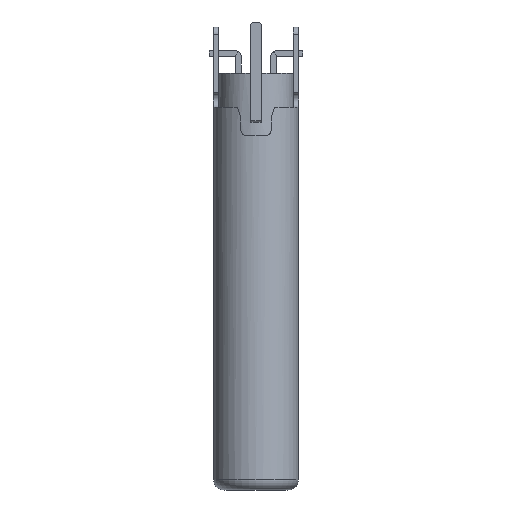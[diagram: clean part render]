
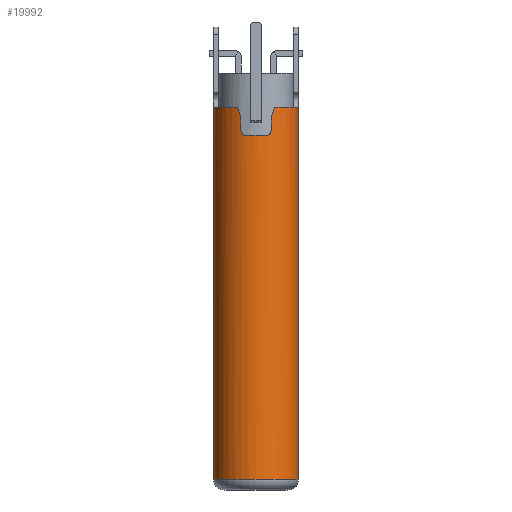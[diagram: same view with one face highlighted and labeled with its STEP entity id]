
A CAD part, left-side view. The second image highlights one B-rep face of the part: STEP entity #19992.
In plain terms, the highlighted cylindrical face has radius 1.2 mm (diameter 2.4 mm), a partial arc.
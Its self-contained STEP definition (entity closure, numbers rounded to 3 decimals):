
#5244=CARTESIAN_POINT('',(-2.925,0.,1.734));
#5245=DIRECTION('',(0.,0.,-1.));
#5246=DIRECTION('',(0.,-1.,0.));
#5247=AXIS2_PLACEMENT_3D('',#5244,#5245,#5246);
#6164=CARTESIAN_POINT('',(-2.925,0.,1.734));
#6165=DIRECTION('',(0.,0.,-1.));
#6166=DIRECTION('',(-0.902,0.433,0.));
#6167=AXIS2_PLACEMENT_3D('',#6164,#6165,#6166);
#6177=CARTESIAN_POINT('',(-4.047,0.425,
1.371));
#6178=CARTESIAN_POINT('',(-4.047,0.425,
1.38));
#6179=CARTESIAN_POINT('',(-4.047,0.426,
1.399));
#6180=CARTESIAN_POINT('',(-4.045,0.43,
1.428));
#6181=CARTESIAN_POINT('',(-4.044,0.435,
1.446));
#6182=CARTESIAN_POINT('',(-4.043,0.437,
1.455));
#6196=CARTESIAN_POINT('',(-4.093,0.275,
0.934));
#6197=CARTESIAN_POINT('',(-4.09,0.286,
0.934));
#6198=CARTESIAN_POINT('',(-4.085,0.309,
0.936));
#6199=CARTESIAN_POINT('',(-4.075,0.342,
0.948));
#6200=CARTESIAN_POINT('',(-4.066,0.371,
0.967));
#6201=CARTESIAN_POINT('',(-4.058,0.395,
0.991));
#6202=CARTESIAN_POINT('',(-4.052,0.412,
1.02));
#6203=CARTESIAN_POINT('',(-4.048,0.423,
1.051));
#6204=CARTESIAN_POINT('',(-4.047,0.425,
1.073));
#6205=CARTESIAN_POINT('',(-4.047,0.425,
1.084));
#6207=CARTESIAN_POINT('',(-2.925,0.,0.934));
#6208=DIRECTION('',(0.,0.,-1.));
#6209=DIRECTION('',(-0.973,-0.229,0.));
#6210=AXIS2_PLACEMENT_3D('',#6207,#6208,#6209);
#6212=CARTESIAN_POINT('',(-4.047,-0.425,
1.084));
#6213=CARTESIAN_POINT('',(-4.047,-0.425,
1.073));
#6214=CARTESIAN_POINT('',(-4.048,-0.423,
1.051));
#6215=CARTESIAN_POINT('',(-4.052,-0.412,
1.02));
#6216=CARTESIAN_POINT('',(-4.058,-0.395,
0.991));
#6217=CARTESIAN_POINT('',(-4.066,-0.371,
0.967));
#6218=CARTESIAN_POINT('',(-4.075,-0.342,
0.948));
#6219=CARTESIAN_POINT('',(-4.085,-0.309,
0.936));
#6220=CARTESIAN_POINT('',(-4.09,-0.286,
0.934));
#6221=CARTESIAN_POINT('',(-4.093,-0.275,0.934));
#6227=DIRECTION('',(0.,0.,-1.));
#6228=VECTOR('',#6227,0.287);
#6229=CARTESIAN_POINT('',(-4.047,-0.425,
1.371));
#6230=LINE('',#6229,#6228);
#6239=CARTESIAN_POINT('',(-4.043,-0.437,
1.455));
#6240=CARTESIAN_POINT('',(-4.044,-0.435,
1.446));
#6241=CARTESIAN_POINT('',(-4.045,-0.43,
1.428));
#6242=CARTESIAN_POINT('',(-4.047,-0.426,
1.399));
#6243=CARTESIAN_POINT('',(-4.047,-0.425,
1.38));
#6244=CARTESIAN_POINT('',(-4.047,-0.425,
1.371));
#6250=CARTESIAN_POINT('',(-4.007,0.519,
1.734));
#6251=CARTESIAN_POINT('',(-4.011,0.51,
1.704));
#6252=CARTESIAN_POINT('',(-4.019,0.492,
1.643));
#6253=CARTESIAN_POINT('',(-4.031,0.465,
1.55));
#6254=CARTESIAN_POINT('',(-4.039,0.447,
1.487));
#6255=CARTESIAN_POINT('',(-4.043,0.437,
1.455));
#6257=DIRECTION('',(0.,0.,-1.));
#6258=VECTOR('',#6257,0.287);
#6259=CARTESIAN_POINT('',(-4.047,0.425,
1.371));
#6260=LINE('',#6259,#6258);
#6261=CARTESIAN_POINT('',(-4.043,-0.437,
1.455));
#6262=CARTESIAN_POINT('',(-4.039,-0.447,
1.487));
#6263=CARTESIAN_POINT('',(-4.031,-0.465,
1.55));
#6264=CARTESIAN_POINT('',(-4.019,-0.492,
1.643));
#6265=CARTESIAN_POINT('',(-4.011,-0.51,
1.704));
#6266=CARTESIAN_POINT('',(-4.007,-0.519,
1.734));
#6268=DIRECTION('',(0.,0.,-1.));
#6269=VECTOR('',#6268,10.5);
#6270=CARTESIAN_POINT('',(-2.925,-1.2,1.734));
#6271=LINE('',#6270,#6269);
#6272=DIRECTION('',(0.,0.,1.));
#6273=VECTOR('',#6272,10.5);
#6274=CARTESIAN_POINT('',(-2.925,1.2,-8.766));
#6275=LINE('',#6274,#6273);
#6296=CARTESIAN_POINT('',(-2.925,0.,-8.766));
#6297=DIRECTION('',(0.,0.,1.));
#6298=DIRECTION('',(0.,1.,0.));
#6299=AXIS2_PLACEMENT_3D('',#6296,#6297,#6298);
#9921=CARTESIAN_POINT('',(-2.925,-1.2,-8.766));
#9922=VERTEX_POINT('',#9921);
#9923=CARTESIAN_POINT('',(-2.925,-1.2,1.734));
#9924=VERTEX_POINT('',#9923);
#9983=CARTESIAN_POINT('',(-4.007,-0.519,
1.734));
#9984=VERTEX_POINT('',#9983);
#9985=CARTESIAN_POINT('',(-4.007,0.519,
1.734));
#9986=CARTESIAN_POINT('',(-2.925,1.2,1.734));
#9987=VERTEX_POINT('',#9985);
#9988=VERTEX_POINT('',#9986);
#9989=VERTEX_POINT('',#6255);
#9990=VERTEX_POINT('',#6177);
#9991=CARTESIAN_POINT('',(-4.047,0.425,
1.084));
#9992=VERTEX_POINT('',#9991);
#9993=VERTEX_POINT('',#6196);
#9994=CARTESIAN_POINT('',(-4.093,-0.275,0.934));
#9995=VERTEX_POINT('',#9994);
#9996=VERTEX_POINT('',#6212);
#9997=CARTESIAN_POINT('',(-4.047,-0.425,
1.371));
#9998=VERTEX_POINT('',#9997);
#9999=VERTEX_POINT('',#6239);
#10000=CARTESIAN_POINT('',(-2.925,1.2,-8.766));
#10001=VERTEX_POINT('',#10000);
#19969=CARTESIAN_POINT('',(-2.925,0.,-24.058));
#19970=DIRECTION('',(0.,0.,1.));
#19971=DIRECTION('',(0.,1.,0.));
#19972=AXIS2_PLACEMENT_3D('',#19969,#19970,#19971);
#19973=CYLINDRICAL_SURFACE('',#19972,1.2);
#19974=ORIENTED_EDGE('',*,*,#19835,.F.);
#19975=ORIENTED_EDGE('',*,*,#19852,.T.);
#19976=ORIENTED_EDGE('',*,*,#19866,.F.);
#19977=ORIENTED_EDGE('',*,*,#19880,.T.);
#19978=ORIENTED_EDGE('',*,*,#19894,.F.);
#19979=ORIENTED_EDGE('',*,*,#19908,.F.);
#19980=ORIENTED_EDGE('',*,*,#19922,.F.);
#19981=ORIENTED_EDGE('',*,*,#19936,.F.);
#19982=ORIENTED_EDGE('',*,*,#19950,.F.);
#19983=ORIENTED_EDGE('',*,*,#19963,.T.);
#19984=ORIENTED_EDGE('',*,*,#19032,.F.);
#19985=ORIENTED_EDGE('',*,*,#19196,.T.);
#19987=ORIENTED_EDGE('',*,*,#19986,.F.);
#19989=ORIENTED_EDGE('',*,*,#19988,.T.);
#19990=EDGE_LOOP('',(#19974,#19975,#19976,#19977,#19978,#19979,#19980,#19981,
#19982,#19983,#19984,#19985,#19987,#19989));
#19991=FACE_OUTER_BOUND('',#19990,.F.);
#19992=ADVANCED_FACE('',(#19991),#19973,.T.);
#5248=CIRCLE('',#5247,1.2);
#6168=CIRCLE('',#6167,1.2);
#6183=B_SPLINE_CURVE_WITH_KNOTS('',3,(#6177,#6178,#6179,#6180,#6181,#6182),
.UNSPECIFIED.,.F.,.F.,(4,1,1,4),(0.,0.333,0.667,1.),
.UNSPECIFIED.);
#6206=B_SPLINE_CURVE_WITH_KNOTS('',3,(#6196,#6197,#6198,#6199,#6200,#6201,#6202,
#6203,#6204,#6205),.UNSPECIFIED.,.F.,.F.,(4,1,1,1,1,1,1,4),(0.,
0.143,0.286,0.429,0.571,
0.714,0.857,1.),.UNSPECIFIED.);
#6211=CIRCLE('',#6210,1.2);
#6222=B_SPLINE_CURVE_WITH_KNOTS('',3,(#6212,#6213,#6214,#6215,#6216,#6217,#6218,
#6219,#6220,#6221),.UNSPECIFIED.,.F.,.F.,(4,1,1,1,1,1,1,4),(0.,
0.143,0.286,0.429,0.571,
0.714,0.857,1.),.UNSPECIFIED.);
#6245=B_SPLINE_CURVE_WITH_KNOTS('',3,(#6239,#6240,#6241,#6242,#6243,#6244),
.UNSPECIFIED.,.F.,.F.,(4,1,1,4),(0.,0.333,0.667,1.),
.UNSPECIFIED.);
#6256=B_SPLINE_CURVE_WITH_KNOTS('',3,(#6250,#6251,#6252,#6253,#6254,#6255),
.UNSPECIFIED.,.F.,.F.,(4,1,1,4),(0.,0.333,0.667,1.),
.UNSPECIFIED.);
#6267=B_SPLINE_CURVE_WITH_KNOTS('',3,(#6261,#6262,#6263,#6264,#6265,#6266),
.UNSPECIFIED.,.F.,.F.,(4,1,1,4),(0.,0.333,0.667,1.),
.UNSPECIFIED.);
#6300=CIRCLE('',#6299,1.2);
#19032=EDGE_CURVE('',#9924,#9984,#5248,.T.);
#19196=EDGE_CURVE('',#9924,#9922,#6271,.T.);
#19835=EDGE_CURVE('',#9987,#9988,#6168,.T.);
#19852=EDGE_CURVE('',#9987,#9989,#6256,.T.);
#19866=EDGE_CURVE('',#9990,#9989,#6183,.T.);
#19880=EDGE_CURVE('',#9990,#9992,#6260,.T.);
#19894=EDGE_CURVE('',#9993,#9992,#6206,.T.);
#19908=EDGE_CURVE('',#9995,#9993,#6211,.T.);
#19922=EDGE_CURVE('',#9996,#9995,#6222,.T.);
#19936=EDGE_CURVE('',#9998,#9996,#6230,.T.);
#19950=EDGE_CURVE('',#9999,#9998,#6245,.T.);
#19963=EDGE_CURVE('',#9999,#9984,#6267,.T.);
#19986=EDGE_CURVE('',#10001,#9922,#6300,.T.);
#19988=EDGE_CURVE('',#10001,#9988,#6275,.T.);
